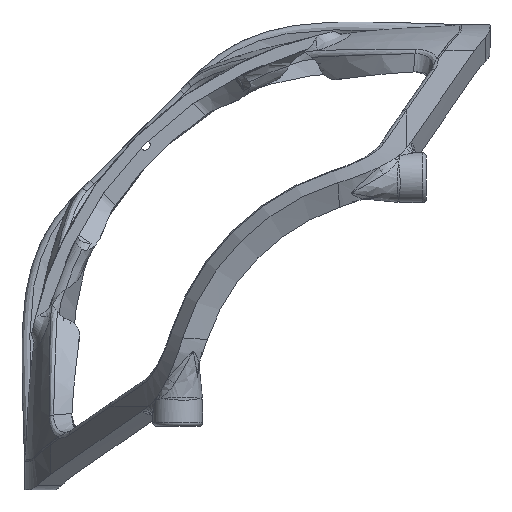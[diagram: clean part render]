
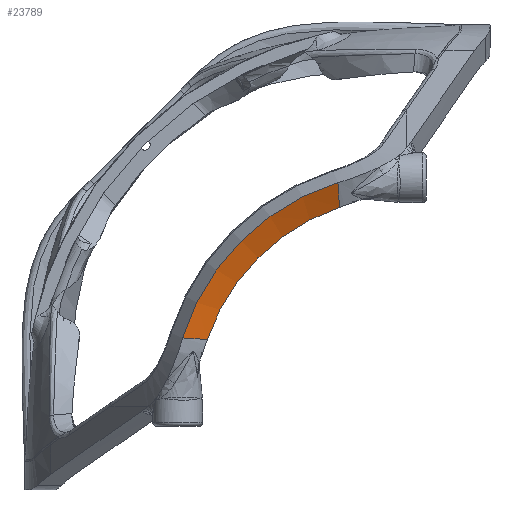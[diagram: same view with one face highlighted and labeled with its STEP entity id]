
A CAD part, front view. The second image highlights one B-rep face of the part: STEP entity #23789.
In plain terms, the highlighted conical face has half-angle 60 degrees and reference radius 38.019 mm.
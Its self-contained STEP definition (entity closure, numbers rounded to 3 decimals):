
#1101 = EDGE_CURVE ( 'NONE', #28662, #25160, #6819, .T. ) ;
#2058 = CARTESIAN_POINT ( 'NONE',  ( -118.681, -79.334, 90.937 ) ) ;
#3088 = DIRECTION ( 'NONE',  ( 0., 0., 1. ) ) ;
#3479 = FACE_OUTER_BOUND ( 'NONE', #31385, .T. ) ;
#4543 = CONICAL_SURFACE ( 'NONE', #16267, 38.019, 1.047 ) ;
#6247 = CARTESIAN_POINT ( 'NONE',  ( -90.711, -77.357, 115.158 ) ) ;
#6819 = CIRCLE ( 'NONE', #30331, 38.019 ) ;
#7494 = CARTESIAN_POINT ( 'NONE',  ( -115.158, -77.357, 90.711 ) ) ;
#8409 = EDGE_CURVE ( 'NONE', #28662, #9355, #26419, .T. ) ;
#8471 = CARTESIAN_POINT ( 'NONE',  ( -90.667, -77., 114.52 ) ) ;
#9355 = VERTEX_POINT ( 'NONE', #18918 ) ;
#9758 = CARTESIAN_POINT ( 'NONE',  ( -116.134, -77.905, 90.777 ) ) ;
#10281 = CARTESIAN_POINT ( 'NONE',  ( -114.52, -77., 90.667 ) ) ;
#11053 = CARTESIAN_POINT ( 'NONE',  ( -90.682, -77.119, 114.732 ) ) ;
#11069 = ORIENTED_EDGE ( 'NONE', *, *, #1101, .T. ) ;
#12024 = CARTESIAN_POINT ( 'NONE',  ( -90.955, -79.5, 118.977 ) ) ;
#13135 = CARTESIAN_POINT ( 'NONE',  ( -90.871, -78.727, 117.6 ) ) ;
#13564 = DIRECTION ( 'NONE',  ( 0., -1., 0. ) ) ;
#14387 = EDGE_CURVE ( 'NONE', #9355, #23327, #16203, .T. ) ;
#15004 = CARTESIAN_POINT ( 'NONE',  ( -115.646, -77.631, 90.744 ) ) ;
#15838 = CARTESIAN_POINT ( 'NONE',  ( -90.777, -77.905, 116.134 ) ) ;
#15999 = CARTESIAN_POINT ( 'NONE',  ( -90.808, -78.179, 116.623 ) ) ;
#16203 = CIRCLE ( 'NONE', #28473, 42.349 ) ;
#16267 = AXIS2_PLACEMENT_3D ( 'NONE', #27645, #13564, #22680 ) ;
#17741 = CARTESIAN_POINT ( 'NONE',  ( -90.955, -79.5, 118.977 ) ) ;
#17927 = CARTESIAN_POINT ( 'NONE',  ( -90.667, -77., 114.52 ) ) ;
#18063 = CARTESIAN_POINT ( 'NONE',  ( -90.919, -79.168, 118.385 ) ) ;
#18918 = CARTESIAN_POINT ( 'NONE',  ( -118.977, -79.5, 90.955 ) ) ;
#19150 = CARTESIAN_POINT ( 'NONE',  ( -116.623, -78.179, 90.808 ) ) ;
#19316 = CARTESIAN_POINT ( 'NONE',  ( -114.732, -77.119, 90.682 ) ) ;
#19635 = CARTESIAN_POINT ( 'NONE',  ( -118.089, -79.002, 90.901 ) ) ;
#20030 = CARTESIAN_POINT ( 'NONE',  ( -78.5, -79.5, 78.5 ) ) ;
#20626 = CARTESIAN_POINT ( 'NONE',  ( -78.5, -77., 78.5 ) ) ;
#22210 = CARTESIAN_POINT ( 'NONE',  ( -118.977, -79.5, 90.955 ) ) ;
#22680 = DIRECTION ( 'NONE',  ( 0., 0., -1. ) ) ;
#23035 = CARTESIAN_POINT ( 'NONE',  ( -90.84, -78.453, 117.112 ) ) ;
#23327 = VERTEX_POINT ( 'NONE', #12024 ) ;
#23789 = ADVANCED_FACE ( 'NONE', ( #3479 ), #4543, .F. ) ;
#24302 = CARTESIAN_POINT ( 'NONE',  ( -117.112, -78.453, 90.84 ) ) ;
#24463 = CARTESIAN_POINT ( 'NONE',  ( -114.52, -77., 90.667 ) ) ;
#25016 = DIRECTION ( 'NONE',  ( 0., 1., 0. ) ) ;
#25160 = VERTEX_POINT ( 'NONE', #17927 ) ;
#25611 = DIRECTION ( 'NONE',  ( 0., 0., 1. ) ) ;
#25762 = CARTESIAN_POINT ( 'NONE',  ( -90.937, -79.334, 118.681 ) ) ;
#26049 = B_SPLINE_CURVE_WITH_KNOTS ( 'NONE', 3,
 ( #8471, #11053, #30571, #6247, #27999, #15838, #15999, #23035, #13135, #30407, #18063, #25762, #17741 ),
 .UNSPECIFIED., .F., .F.,
 ( 4, 3, 3, 3, 4 ),
 ( 0., 0.001, 0.002, 0.004, 0.005 ),
 .UNSPECIFIED. ) ;
#26419 = B_SPLINE_CURVE_WITH_KNOTS ( 'NONE', 3,
 ( #24463, #19316, #26863, #7494, #15004, #9758, #19150, #24302, #29262, #19635, #31695, #2058, #22210 ),
 .UNSPECIFIED., .F., .F.,
 ( 4, 3, 3, 3, 4 ),
 ( 0., 0.001, 0.002, 0.004, 0.005 ),
 .UNSPECIFIED. ) ;
#26663 = EDGE_CURVE ( 'NONE', #25160, #23327, #26049, .T. ) ;
#26848 = ORIENTED_EDGE ( 'NONE', *, *, #8409, .F. ) ;
#26863 = CARTESIAN_POINT ( 'NONE',  ( -114.945, -77.238, 90.697 ) ) ;
#27645 = CARTESIAN_POINT ( 'NONE',  ( -78.5, -77., 78.5 ) ) ;
#27999 = CARTESIAN_POINT ( 'NONE',  ( -90.744, -77.631, 115.646 ) ) ;
#28007 = DIRECTION ( 'NONE',  ( 0., 1., 0. ) ) ;
#28473 = AXIS2_PLACEMENT_3D ( 'NONE', #20030, #25016, #3088 ) ;
#28662 = VERTEX_POINT ( 'NONE', #10281 ) ;
#28956 = ORIENTED_EDGE ( 'NONE', *, *, #26663, .T. ) ;
#29262 = CARTESIAN_POINT ( 'NONE',  ( -117.6, -78.727, 90.871 ) ) ;
#30331 = AXIS2_PLACEMENT_3D ( 'NONE', #20626, #28007, #25611 ) ;
#30407 = CARTESIAN_POINT ( 'NONE',  ( -90.901, -79.002, 118.089 ) ) ;
#30571 = CARTESIAN_POINT ( 'NONE',  ( -90.697, -77.238, 114.945 ) ) ;
#30608 = ORIENTED_EDGE ( 'NONE', *, *, #14387, .F. ) ;
#31385 = EDGE_LOOP ( 'NONE', ( #11069, #28956, #30608, #26848 ) ) ;
#31695 = CARTESIAN_POINT ( 'NONE',  ( -118.385, -79.168, 90.919 ) ) ;
